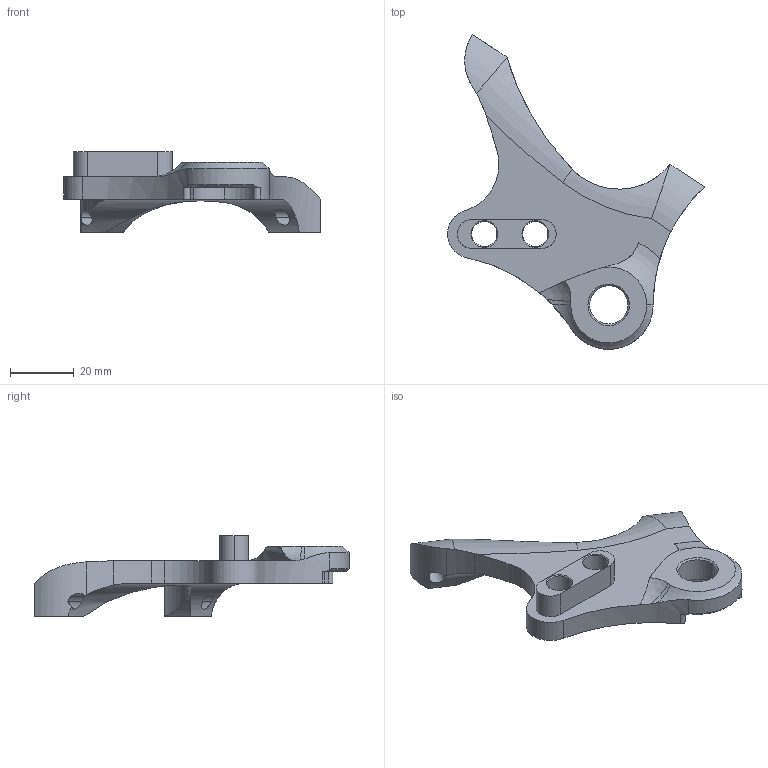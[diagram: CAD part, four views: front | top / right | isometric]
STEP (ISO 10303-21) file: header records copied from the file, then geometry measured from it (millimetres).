
FILE_DESCRIPTION (( 'STEP AP214' ), '1' );
FILE_NAME ('DR4050.STEP', '2025-06-30T19:02:45', ( '' ), ( '' ), 'SwSTEP 2.0', 'SolidWorks 2023', '' );
FILE_SCHEMA (( 'AUTOMOTIVE_DESIGN' ));
Length unit declared in the file: millimetre
Products named in the file (1): DR4050
Bounding box: 80.73 x 98.91 x 25.4 mm (x, y, z)
Volume: 26412.7 mm3; surface area: 11167.9 mm2
Topology: 1 solids, 1 shells, 75 faces, 200 edges, 127 vertices
Faces by surface type: cylinder 37, cone 19, plane 13, torus 5, sphere 1
Entity records: 2775 total; most frequent: CARTESIAN_POINT 869, ORIENTED_EDGE 400, DIRECTION 396, EDGE_CURVE 200, AXIS2_PLACEMENT_3D 160, VERTEX_POINT 127, EDGE_LOOP 85, CIRCLE 84
